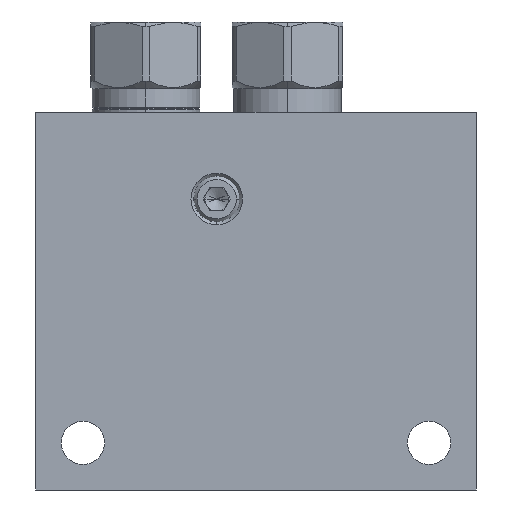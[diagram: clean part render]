
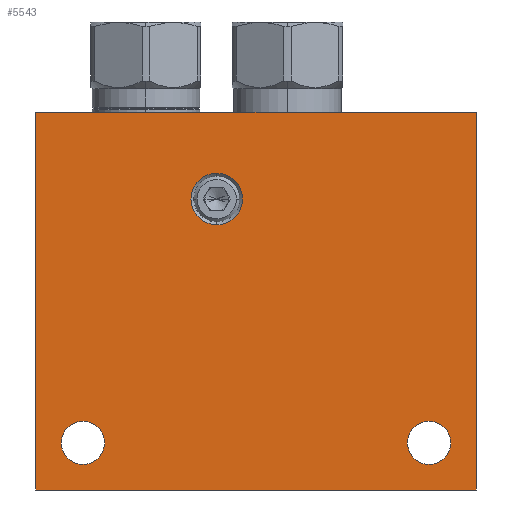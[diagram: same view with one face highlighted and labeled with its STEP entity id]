
A CAD part, front view. The second image highlights one B-rep face of the part: STEP entity #5543.
In plain terms, the highlighted planar face has unit normal (0, -1, 0).
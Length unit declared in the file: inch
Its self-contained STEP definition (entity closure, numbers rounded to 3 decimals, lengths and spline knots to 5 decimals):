
#5=DIRECTION('',(1.,0.,0.));
#6=VECTOR('',#5,3.5);
#7=CARTESIAN_POINT('',(0.,-3.,0.));
#8=LINE('',#7,#6);
#85=DIRECTION('',(0.,0.,1.));
#86=VECTOR('',#85,3.);
#87=CARTESIAN_POINT('',(3.5,-3.,0.));
#88=LINE('',#87,#86);
#129=DIRECTION('',(0.,0.,1.));
#130=VECTOR('',#129,3.);
#131=CARTESIAN_POINT('',(0.,-3.,0.));
#132=LINE('',#131,#130);
#133=CARTESIAN_POINT('',(3.125,-3.,0.375));
#134=DIRECTION('',(0.,1.,0.));
#135=DIRECTION('',(0.,0.,-1.));
#136=AXIS2_PLACEMENT_3D('',#133,#134,#135);
#138=CARTESIAN_POINT('',(3.125,-3.,0.375));
#139=DIRECTION('',(0.,1.,0.));
#140=DIRECTION('',(0.,0.,1.));
#141=AXIS2_PLACEMENT_3D('',#138,#139,#140);
#143=CARTESIAN_POINT('',(0.375,-3.,0.375));
#144=DIRECTION('',(0.,1.,0.));
#145=DIRECTION('',(0.,0.,-1.));
#146=AXIS2_PLACEMENT_3D('',#143,#144,#145);
#148=CARTESIAN_POINT('',(0.375,-3.,0.375));
#149=DIRECTION('',(0.,1.,0.));
#150=DIRECTION('',(0.,0.,1.));
#151=AXIS2_PLACEMENT_3D('',#148,#149,#150);
#153=CARTESIAN_POINT('',(1.438,-3.,2.312));
#154=DIRECTION('',(0.,1.,0.));
#155=DIRECTION('',(0.,0.,-1.));
#156=AXIS2_PLACEMENT_3D('',#153,#154,#155);
#158=CARTESIAN_POINT('',(1.438,-3.,2.312));
#159=DIRECTION('',(0.,1.,0.));
#160=DIRECTION('',(0.,0.,1.));
#161=AXIS2_PLACEMENT_3D('',#158,#159,#160);
#175=DIRECTION('',(1.,0.,0.));
#176=VECTOR('',#175,3.5);
#177=CARTESIAN_POINT('',(0.,-3.,3.));
#178=LINE('',#177,#176);
#4731=CARTESIAN_POINT('',(0.,-3.,0.));
#4733=VERTEX_POINT('',#4731);
#4734=CARTESIAN_POINT('',(3.5,-3.,0.));
#4735=VERTEX_POINT('',#4734);
#4739=CARTESIAN_POINT('',(0.,-3.,3.));
#4741=VERTEX_POINT('',#4739);
#4742=CARTESIAN_POINT('',(3.5,-3.,3.));
#4743=VERTEX_POINT('',#4742);
#5266=CARTESIAN_POINT('',(3.125,-3.,0.203));
#5267=CARTESIAN_POINT('',(3.125,-3.,0.547));
#5268=VERTEX_POINT('',#5266);
#5269=VERTEX_POINT('',#5267);
#5278=CARTESIAN_POINT('',(0.375,-3.,0.203));
#5279=CARTESIAN_POINT('',(0.375,-3.,0.547));
#5280=VERTEX_POINT('',#5278);
#5281=VERTEX_POINT('',#5279);
#5340=CARTESIAN_POINT('',(1.438,-3.,2.107));
#5341=CARTESIAN_POINT('',(1.438,-3.,2.517));
#5342=VERTEX_POINT('',#5340);
#5343=VERTEX_POINT('',#5341);
#5513=CARTESIAN_POINT('',(0.,-3.,0.));
#5514=DIRECTION('',(0.,-1.,0.));
#5515=DIRECTION('',(1.,0.,0.));
#5516=AXIS2_PLACEMENT_3D('',#5513,#5514,#5515);
#5517=PLANE('',#5516);
#5518=ORIENTED_EDGE('',*,*,#5401,.F.);
#5519=ORIENTED_EDGE('',*,*,#5426,.T.);
#5521=ORIENTED_EDGE('',*,*,#5520,.T.);
#5522=ORIENTED_EDGE('',*,*,#5481,.F.);
#5523=EDGE_LOOP('',(#5518,#5519,#5521,#5522));
#5524=FACE_OUTER_BOUND('',#5523,.F.);
#5526=ORIENTED_EDGE('',*,*,#5525,.F.);
#5528=ORIENTED_EDGE('',*,*,#5527,.F.);
#5529=EDGE_LOOP('',(#5526,#5528));
#5530=FACE_BOUND('',#5529,.F.);
#5532=ORIENTED_EDGE('',*,*,#5531,.F.);
#5534=ORIENTED_EDGE('',*,*,#5533,.F.);
#5535=EDGE_LOOP('',(#5532,#5534));
#5536=FACE_BOUND('',#5535,.F.);
#5538=ORIENTED_EDGE('',*,*,#5537,.F.);
#5540=ORIENTED_EDGE('',*,*,#5539,.F.);
#5541=EDGE_LOOP('',(#5538,#5540));
#5542=FACE_BOUND('',#5541,.F.);
#5543=ADVANCED_FACE('',(#5524,#5530,#5536,#5542),#5517,.T.);
#137=CIRCLE('',#136,0.172);
#142=CIRCLE('',#141,0.172);
#147=CIRCLE('',#146,0.172);
#152=CIRCLE('',#151,0.172);
#157=CIRCLE('',#156,0.205);
#162=CIRCLE('',#161,0.205);
#5401=EDGE_CURVE('',#4733,#4735,#8,.T.);
#5426=EDGE_CURVE('',#4733,#4741,#132,.T.);
#5481=EDGE_CURVE('',#4735,#4743,#88,.T.);
#5520=EDGE_CURVE('',#4741,#4743,#178,.T.);
#5525=EDGE_CURVE('',#5268,#5269,#137,.T.);
#5527=EDGE_CURVE('',#5269,#5268,#142,.T.);
#5531=EDGE_CURVE('',#5280,#5281,#147,.T.);
#5533=EDGE_CURVE('',#5281,#5280,#152,.T.);
#5537=EDGE_CURVE('',#5342,#5343,#157,.T.);
#5539=EDGE_CURVE('',#5343,#5342,#162,.T.);
